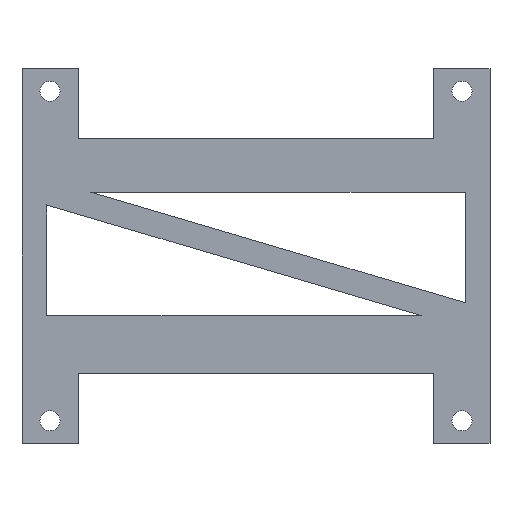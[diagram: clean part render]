
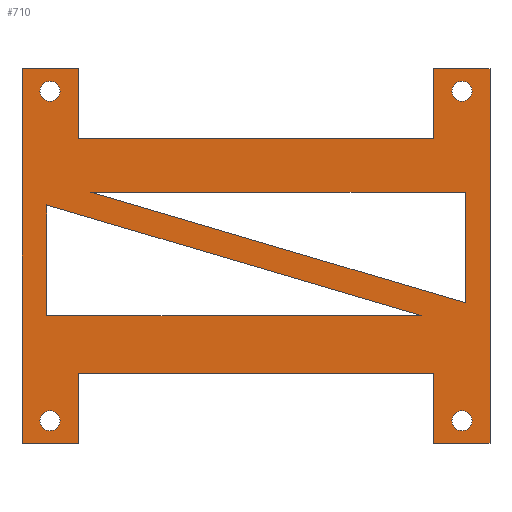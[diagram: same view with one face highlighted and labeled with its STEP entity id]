
A CAD part, front view. The second image highlights one B-rep face of the part: STEP entity #710.
In plain terms, the highlighted planar face has unit normal (0, -1, 0).
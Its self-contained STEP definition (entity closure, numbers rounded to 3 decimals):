
#21=FACE_BOUND('',#131,.T.);
#22=FACE_BOUND('',#132,.T.);
#23=FACE_BOUND('',#133,.T.);
#24=FACE_BOUND('',#134,.T.);
#25=FACE_BOUND('',#135,.T.);
#26=FACE_BOUND('',#136,.T.);
#56=PLANE('',#775);
#90=FACE_OUTER_BOUND('',#130,.T.);
#130=EDGE_LOOP('',(#651,#652,#653,#654,#655,#656,#657,#658,#659,#660,#661,
#662));
#131=EDGE_LOOP('',(#663));
#132=EDGE_LOOP('',(#664));
#133=EDGE_LOOP('',(#665));
#134=EDGE_LOOP('',(#666));
#135=EDGE_LOOP('',(#667,#668,#669));
#136=EDGE_LOOP('',(#670,#671,#672));
#141=LINE('',#978,#229);
#145=LINE('',#986,#233);
#150=LINE('',#997,#238);
#154=LINE('',#1005,#242);
#159=LINE('',#1016,#247);
#163=LINE('',#1024,#251);
#168=LINE('',#1035,#256);
#172=LINE('',#1043,#260);
#177=LINE('',#1054,#265);
#181=LINE('',#1062,#269);
#184=LINE('',#1067,#272);
#186=LINE('',#1072,#274);
#190=LINE('',#1080,#278);
#193=LINE('',#1085,#281);
#218=LINE('',#1134,#306);
#220=LINE('',#1137,#308);
#222=LINE('',#1140,#310);
#224=LINE('',#1143,#312);
#229=VECTOR('',#808,10.);
#233=VECTOR('',#814,10.);
#238=VECTOR('',#823,10.);
#242=VECTOR('',#829,10.);
#247=VECTOR('',#838,10.);
#251=VECTOR('',#844,10.);
#256=VECTOR('',#853,10.);
#260=VECTOR('',#859,10.);
#265=VECTOR('',#868,10.);
#269=VECTOR('',#874,10.);
#272=VECTOR('',#879,10.);
#274=VECTOR('',#883,10.);
#278=VECTOR('',#889,10.);
#281=VECTOR('',#894,10.);
#306=VECTOR('',#935,10.);
#308=VECTOR('',#939,10.);
#310=VECTOR('',#943,10.);
#312=VECTOR('',#947,10.);
#314=CIRCLE('',#736,3.05);
#316=CIRCLE('',#739,3.05);
#318=CIRCLE('',#742,3.05);
#320=CIRCLE('',#745,3.05);
#322=VERTEX_POINT('',#954);
#324=VERTEX_POINT('',#960);
#326=VERTEX_POINT('',#966);
#328=VERTEX_POINT('',#972);
#329=VERTEX_POINT('',#976);
#330=VERTEX_POINT('',#977);
#333=VERTEX_POINT('',#985);
#336=VERTEX_POINT('',#995);
#337=VERTEX_POINT('',#996);
#340=VERTEX_POINT('',#1004);
#343=VERTEX_POINT('',#1014);
#344=VERTEX_POINT('',#1015);
#347=VERTEX_POINT('',#1023);
#350=VERTEX_POINT('',#1033);
#351=VERTEX_POINT('',#1034);
#354=VERTEX_POINT('',#1042);
#357=VERTEX_POINT('',#1052);
#358=VERTEX_POINT('',#1053);
#361=VERTEX_POINT('',#1061);
#363=VERTEX_POINT('',#1070);
#364=VERTEX_POINT('',#1071);
#367=VERTEX_POINT('',#1079);
#387=EDGE_CURVE('',#322,#322,#314,.T.);
#390=EDGE_CURVE('',#324,#324,#316,.T.);
#393=EDGE_CURVE('',#326,#326,#318,.T.);
#396=EDGE_CURVE('',#328,#328,#320,.T.);
#397=EDGE_CURVE('',#329,#330,#141,.T.);
#401=EDGE_CURVE('',#333,#329,#145,.T.);
#406=EDGE_CURVE('',#336,#337,#150,.T.);
#410=EDGE_CURVE('',#340,#336,#154,.T.);
#415=EDGE_CURVE('',#343,#344,#159,.T.);
#419=EDGE_CURVE('',#344,#347,#163,.T.);
#424=EDGE_CURVE('',#350,#351,#168,.T.);
#428=EDGE_CURVE('',#351,#354,#172,.T.);
#433=EDGE_CURVE('',#357,#358,#177,.T.);
#437=EDGE_CURVE('',#358,#361,#181,.T.);
#440=EDGE_CURVE('',#361,#357,#184,.T.);
#442=EDGE_CURVE('',#363,#364,#186,.T.);
#446=EDGE_CURVE('',#364,#367,#190,.T.);
#449=EDGE_CURVE('',#367,#363,#193,.T.);
#474=EDGE_CURVE('',#330,#350,#218,.T.);
#476=EDGE_CURVE('',#333,#347,#220,.T.);
#478=EDGE_CURVE('',#340,#354,#222,.T.);
#480=EDGE_CURVE('',#343,#337,#224,.T.);
#651=ORIENTED_EDGE('',*,*,#480,.F.);
#652=ORIENTED_EDGE('',*,*,#415,.T.);
#653=ORIENTED_EDGE('',*,*,#419,.T.);
#654=ORIENTED_EDGE('',*,*,#476,.F.);
#655=ORIENTED_EDGE('',*,*,#401,.T.);
#656=ORIENTED_EDGE('',*,*,#397,.T.);
#657=ORIENTED_EDGE('',*,*,#474,.T.);
#658=ORIENTED_EDGE('',*,*,#424,.T.);
#659=ORIENTED_EDGE('',*,*,#428,.T.);
#660=ORIENTED_EDGE('',*,*,#478,.F.);
#661=ORIENTED_EDGE('',*,*,#410,.T.);
#662=ORIENTED_EDGE('',*,*,#406,.T.);
#663=ORIENTED_EDGE('',*,*,#387,.T.);
#664=ORIENTED_EDGE('',*,*,#390,.T.);
#665=ORIENTED_EDGE('',*,*,#393,.T.);
#666=ORIENTED_EDGE('',*,*,#396,.T.);
#667=ORIENTED_EDGE('',*,*,#437,.T.);
#668=ORIENTED_EDGE('',*,*,#440,.T.);
#669=ORIENTED_EDGE('',*,*,#433,.T.);
#670=ORIENTED_EDGE('',*,*,#446,.T.);
#671=ORIENTED_EDGE('',*,*,#449,.T.);
#672=ORIENTED_EDGE('',*,*,#442,.T.);
#710=ADVANCED_FACE('',(#90,#21,#22,#23,#24,#25,#26),#56,.F.);
#736=AXIS2_PLACEMENT_3D('',#956,#783,#784);
#739=AXIS2_PLACEMENT_3D('',#962,#790,#791);
#742=AXIS2_PLACEMENT_3D('',#968,#797,#798);
#745=AXIS2_PLACEMENT_3D('',#974,#804,#805);
#775=AXIS2_PLACEMENT_3D('',#1144,#948,#949);
#783=DIRECTION('center_axis',(0.,1.,0.));
#784=DIRECTION('ref_axis',(1.,0.,0.));
#790=DIRECTION('center_axis',(0.,1.,0.));
#791=DIRECTION('ref_axis',(1.,0.,0.));
#797=DIRECTION('center_axis',(0.,1.,0.));
#798=DIRECTION('ref_axis',(1.,0.,0.));
#804=DIRECTION('center_axis',(0.,1.,0.));
#805=DIRECTION('ref_axis',(1.,0.,0.));
#808=DIRECTION('',(-1.,0.,0.));
#814=DIRECTION('',(0.,0.,1.));
#823=DIRECTION('',(1.,0.,0.));
#829=DIRECTION('',(0.,0.,-1.));
#838=DIRECTION('',(-1.,0.,0.));
#844=DIRECTION('',(0.,0.,-1.));
#853=DIRECTION('',(1.,0.,0.));
#859=DIRECTION('',(0.,0.,1.));
#868=DIRECTION('',(0.,0.,-1.));
#874=DIRECTION('',(-0.959,0.,0.283));
#879=DIRECTION('',(1.,0.,0.));
#883=DIRECTION('',(0.,0.,1.));
#889=DIRECTION('',(0.959,0.,-0.283));
#894=DIRECTION('',(-1.,0.,0.));
#935=DIRECTION('',(0.,0.,-1.));
#939=DIRECTION('',(1.,0.,0.));
#943=DIRECTION('',(-1.,0.,0.));
#947=DIRECTION('',(0.,0.,-1.));
#948=DIRECTION('center_axis',(0.,1.,0.));
#949=DIRECTION('ref_axis',(0.,0.,1.));
#954=CARTESIAN_POINT('',(5.45,0.,14.4));
#956=CARTESIAN_POINT('Origin',(8.5,0.,14.4));
#960=CARTESIAN_POINT('',(130.45,0.,-85.6));
#962=CARTESIAN_POINT('Origin',(133.5,0.,-85.6));
#966=CARTESIAN_POINT('',(130.45,0.,14.4));
#968=CARTESIAN_POINT('Origin',(133.5,0.,14.4));
#972=CARTESIAN_POINT('',(5.45,0.,-85.6));
#974=CARTESIAN_POINT('Origin',(8.5,0.,-85.6));
#976=CARTESIAN_POINT('',(17.,0.,21.25));
#977=CARTESIAN_POINT('',(0.,0.,21.25));
#978=CARTESIAN_POINT('',(17.,0.,21.25));
#985=CARTESIAN_POINT('',(17.,0.,0.));
#986=CARTESIAN_POINT('',(17.,0.,0.));
#995=CARTESIAN_POINT('',(125.,0.,-92.45));
#996=CARTESIAN_POINT('',(142.,0.,-92.45));
#997=CARTESIAN_POINT('',(125.,0.,-92.45));
#1004=CARTESIAN_POINT('',(125.,0.,-71.2));
#1005=CARTESIAN_POINT('',(125.,0.,-71.2));
#1014=CARTESIAN_POINT('',(142.,0.,21.25));
#1015=CARTESIAN_POINT('',(125.,0.,21.25));
#1016=CARTESIAN_POINT('',(142.,0.,21.25));
#1023=CARTESIAN_POINT('',(125.,0.,0.));
#1024=CARTESIAN_POINT('',(125.,0.,21.25));
#1033=CARTESIAN_POINT('',(0.,0.,-92.45));
#1034=CARTESIAN_POINT('',(17.,0.,-92.45));
#1035=CARTESIAN_POINT('',(0.,0.,-92.45));
#1042=CARTESIAN_POINT('',(17.,0.,-71.2));
#1043=CARTESIAN_POINT('',(17.,0.,-92.45));
#1052=CARTESIAN_POINT('',(134.5,0.,-16.2));
#1053=CARTESIAN_POINT('',(134.5,0.,-49.79));
#1054=CARTESIAN_POINT('',(134.5,0.,-42.695));
#1061=CARTESIAN_POINT('',(20.742,0.,-16.2));
#1062=CARTESIAN_POINT('',(46.49,0.,-23.803));
#1067=CARTESIAN_POINT('',(102.75,0.,-16.2));
#1070=CARTESIAN_POINT('',(7.5,0.,-53.7));
#1071=CARTESIAN_POINT('',(7.5,0.,-20.11));
#1072=CARTESIAN_POINT('',(7.5,0.,-27.855));
#1079=CARTESIAN_POINT('',(121.258,0.,-53.7));
#1080=CARTESIAN_POINT('',(95.686,0.,-46.149));
#1085=CARTESIAN_POINT('',(39.25,0.,-53.7));
#1134=CARTESIAN_POINT('',(0.,0.,-71.2));
#1137=CARTESIAN_POINT('',(0.,0.,0.));
#1140=CARTESIAN_POINT('',(142.,0.,-71.2));
#1143=CARTESIAN_POINT('',(142.,0.,0.));
#1144=CARTESIAN_POINT('Origin',(71.,0.,-35.6));
